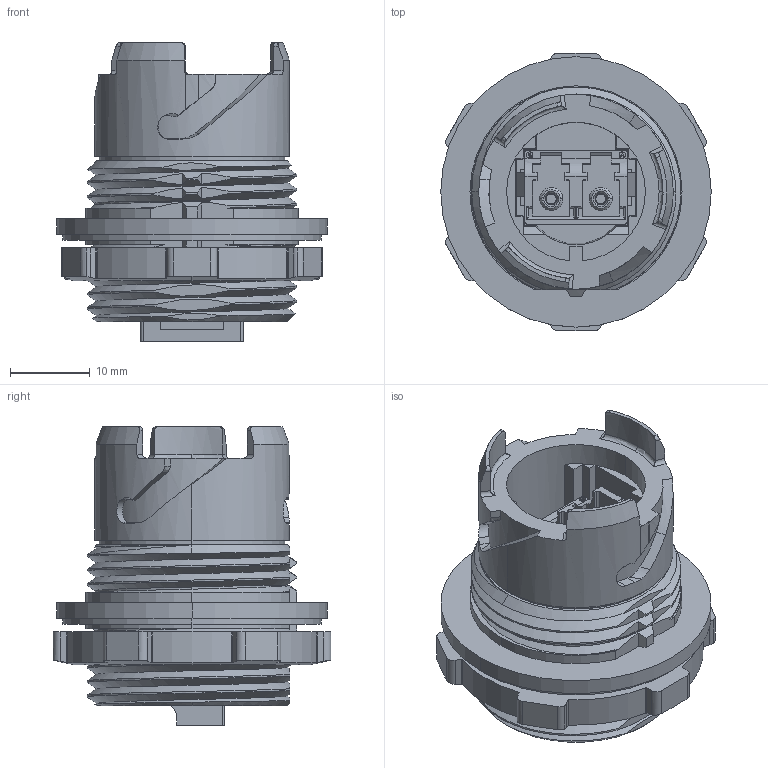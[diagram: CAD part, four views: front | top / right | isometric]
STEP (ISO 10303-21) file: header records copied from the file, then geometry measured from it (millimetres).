
FILE_DESCRIPTION (( 'STEP AP214' ), '1' );
FILE_NAME ('FOA-LCBSM-0_3D.step', '2025-07-30T16:09:16', ( '' ), ( '' ), 'SwSTEP 2.0', 'SolidWorks 2022', '' );
FILE_SCHEMA (( 'AUTOMOTIVE_DESIGN' ));
Length unit declared in the file: inch
Products named in the file (2): FOA-LCBSM-0_3D; Duplex Adapter^FOA-LCBSM-0
Assembly tree (1 placements, depth 2):
  FOA-LCBSM-0_3D
    Duplex Adapter^FOA-LCBSM-0
Bounding box: 34 x 34.92 x 37.59 mm (x, y, z)
Volume: 13199.3 mm3; surface area: 10837.7 mm2
Topology: 1 solids, 5 shells, 940 faces, 2577 edges, 1671 vertices
Faces by surface type: plane 532, cylinder 249, bspline 71, cone 54, torus 34
Entity records: 37242 total; most frequent: CARTESIAN_POINT 14012, ORIENTED_EDGE 5154, DIRECTION 4403, EDGE_CURVE 2577, VERTEX_POINT 1671, LINE 1613, VECTOR 1613, AXIS2_PLACEMENT_3D 1395
